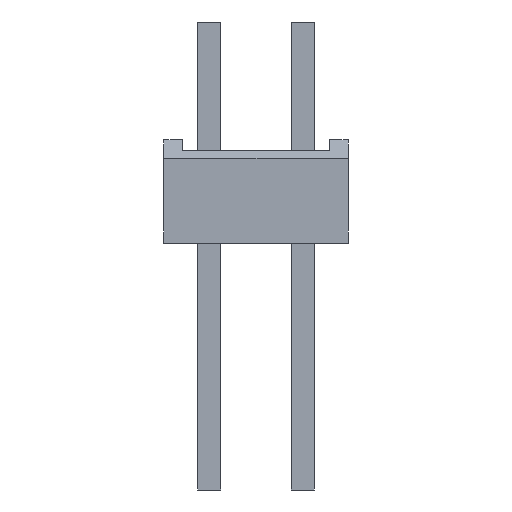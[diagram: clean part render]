
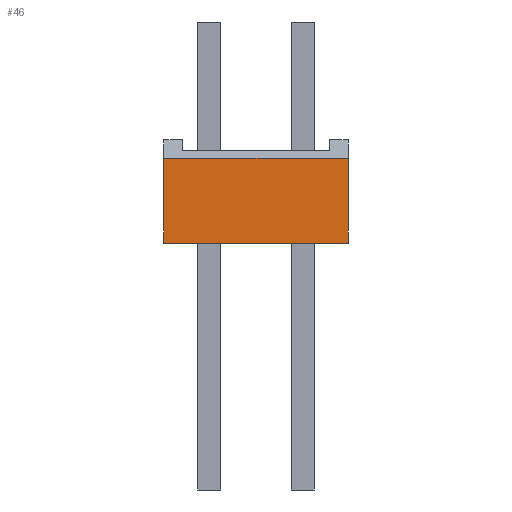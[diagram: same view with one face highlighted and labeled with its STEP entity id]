
A CAD part, left-side view. The second image highlights one B-rep face of the part: STEP entity #46.
In plain terms, the highlighted planar face has unit normal (-1, 0, 0).
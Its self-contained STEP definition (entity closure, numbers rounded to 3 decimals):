
#46=ADVANCED_FACE('',(#592),#593,.F.);
#592=FACE_OUTER_BOUND('',#1762,.T.);
#593=PLANE('',#1763);
#1762=EDGE_LOOP('',(#2932,#2933,#2934,#2935));
#1763=AXIS2_PLACEMENT_3D('',#2936,#2937,#2938);
#2932=ORIENTED_EDGE('',*,*,#7345,.F.);
#2933=ORIENTED_EDGE('',*,*,#7346,.F.);
#2934=ORIENTED_EDGE('',*,*,#7347,.F.);
#2935=ORIENTED_EDGE('',*,*,#7348,.F.);
#2936=CARTESIAN_POINT('',(-25.4,0.0,0.0));
#2937=DIRECTION('',(1.0,0.0,0.0));
#2938=DIRECTION('',(0.0,1.0,0.0));
#7345=EDGE_CURVE('',#8734,#8735,#8736,.T.);
#7346=EDGE_CURVE('',#8737,#8734,#8738,.T.);
#7347=EDGE_CURVE('',#8739,#8737,#8740,.T.);
#7348=EDGE_CURVE('',#8735,#8739,#8741,.T.);
#8734=VERTEX_POINT('',#11049);
#8735=VERTEX_POINT('',#11050);
#8736=LINE('',#11051,#11052);
#8737=VERTEX_POINT('',#11053);
#8738=LINE('',#11054,#11055);
#8739=VERTEX_POINT('',#11056);
#8740=LINE('',#11057,#11058);
#8741=LINE('',#11059,#11060);
#11049=CARTESIAN_POINT('',(-25.4,2.5,-2.8));
#11050=CARTESIAN_POINT('',(-25.4,2.5,-0.5));
#11051=CARTESIAN_POINT('',(-25.4,2.5,-2.8));
#11052=VECTOR('',#14753,2.3);
#11053=CARTESIAN_POINT('',(-25.4,-2.5,-2.8));
#11054=CARTESIAN_POINT('',(-25.4,-2.5,-2.8));
#11055=VECTOR('',#14754,5.0);
#11056=CARTESIAN_POINT('',(-25.4,-2.5,-0.5));
#11057=CARTESIAN_POINT('',(-25.4,-2.5,-0.5));
#11058=VECTOR('',#14755,2.3);
#11059=CARTESIAN_POINT('',(-25.4,2.5,-0.5));
#11060=VECTOR('',#14756,5.0);
#14753=DIRECTION('',(0.0,0.0,1.0));
#14754=DIRECTION('',(0.0,1.0,0.0));
#14755=DIRECTION('',(0.0,0.0,-1.0));
#14756=DIRECTION('',(0.0,-1.0,0.0));
